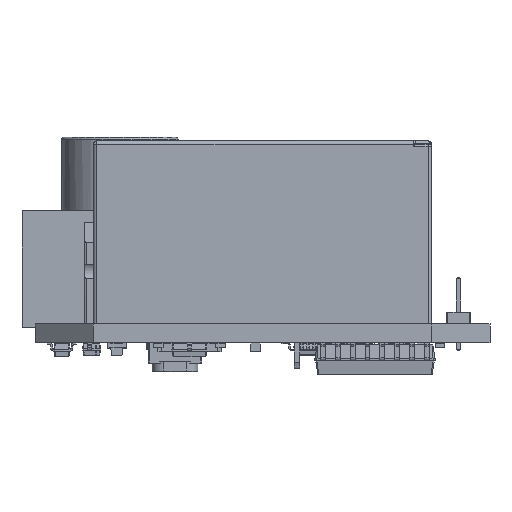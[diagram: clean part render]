
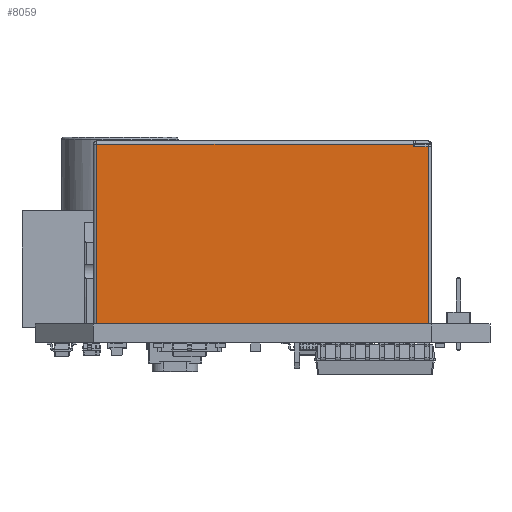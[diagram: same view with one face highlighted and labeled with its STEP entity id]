
A CAD part, front view. The second image highlights one B-rep face of the part: STEP entity #8059.
In plain terms, the highlighted planar face has unit normal (0, -1, 0).
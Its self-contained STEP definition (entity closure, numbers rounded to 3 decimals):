
#8059=ADVANCED_FACE('0:253895',(#17533),#17534,.T.);
#17533=FACE_OUTER_BOUND('',#29034,.T.);
#17534=PLANE('',#29035);
#29034=EDGE_LOOP('',(#54451,#54452,#54453,#54454,#54455,#54456));
#29035=AXIS2_PLACEMENT_3D('',#54457,#54458,#54459);
#54451=ORIENTED_EDGE('',*,*,#75803,.F.);
#54452=ORIENTED_EDGE('',*,*,#75782,.T.);
#54453=ORIENTED_EDGE('',*,*,#75031,.T.);
#54454=ORIENTED_EDGE('',*,*,#75028,.T.);
#54455=ORIENTED_EDGE('',*,*,#75026,.T.);
#54456=ORIENTED_EDGE('',*,*,#75801,.T.);
#54457=CARTESIAN_POINT('',(4.0,-59.95,15.7));
#54458=DIRECTION('',(0.,-1.0,0.0));
#54459=DIRECTION('',(0.0,0.0,-1.0));
#75026=EDGE_CURVE('0:272084',#89646,#92531,#92535,.T.);
#75028=EDGE_CURVE('0:272081',#92537,#89646,#92538,.T.);
#75031=EDGE_CURVE('0:272078',#92479,#92537,#92541,.T.);
#75782=EDGE_CURVE('0:272075',#93695,#92479,#93696,.T.);
#75801=EDGE_CURVE('0:272087',#92531,#93719,#93721,.T.);
#75803=EDGE_CURVE('0:255989',#93695,#93719,#93723,.T.);
#89646=VERTEX_POINT('',#115862);
#92479=VERTEX_POINT('',#119682);
#92531=VERTEX_POINT('',#119743);
#92535=LINE('',#119747,#119748);
#92537=VERTEX_POINT('',#119750);
#92538=LINE('',#119751,#119752);
#92541=LINE('',#119755,#119756);
#93695=VERTEX_POINT('',#121376);
#93696=LINE('',#121377,#121378);
#93719=VERTEX_POINT('',#121409);
#93721=LINE('',#121411,#121412);
#93723=LINE('',#121414,#121415);
#115862=CARTESIAN_POINT('',(2.417,-59.95,15.4));
#119682=CARTESIAN_POINT('',(3.7,-59.95,15.2));
#119743=CARTESIAN_POINT('',(-24.7,-59.95,15.4));
#119747=CARTESIAN_POINT('',(4.0,-59.95,15.4));
#119748=VECTOR('',#142630,0.001);
#119750=CARTESIAN_POINT('',(2.417,-59.95,15.2));
#119751=CARTESIAN_POINT('',(2.417,-59.95,15.7));
#119752=VECTOR('',#142631,0.001);
#119755=CARTESIAN_POINT('',(4.0,-59.95,15.2));
#119756=VECTOR('',#142635,0.001);
#121376=CARTESIAN_POINT('',(3.7,-59.95,0.0));
#121377=CARTESIAN_POINT('',(3.7,-59.95,15.7));
#121378=VECTOR('',#143480,0.001);
#121409=CARTESIAN_POINT('',(-24.7,-59.95,0.0));
#121411=CARTESIAN_POINT('',(-24.7,-59.95,15.7));
#121412=VECTOR('',#143501,0.001);
#121414=CARTESIAN_POINT('',(-3.25,-59.95,0.0));
#121415=VECTOR('',#143502,1.0);
#142630=DIRECTION('',(-1.0,0.,0.0));
#142631=DIRECTION('',(0.0,0.0,1.0));
#142635=DIRECTION('',(-1.0,0.,0.0));
#143480=DIRECTION('',(0.0,0.0,1.0));
#143501=DIRECTION('',(0.0,0.0,-1.0));
#143502=DIRECTION('',(-1.0,0.,0.0));
